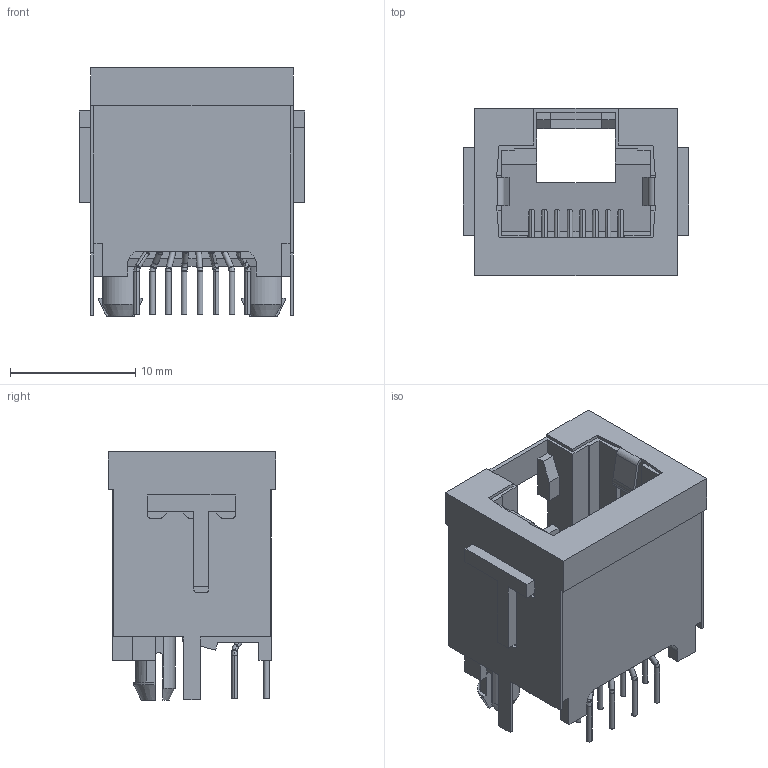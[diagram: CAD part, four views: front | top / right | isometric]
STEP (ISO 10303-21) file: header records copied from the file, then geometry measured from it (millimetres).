
FILE_DESCRIPTION((''),'2;1');
FILE_NAME('C-100616-1','2012-07-17T',('workeradm'),('Tyco Electronics Ltd.'),'PRO/ENGINEER BY PARAMETRIC TECHNOLOGY CORPORATION, 2010430','PRO/ENGINEER BY PARAMETRIC TECHNOLOGY CORPORATION, 2010430','');
FILE_SCHEMA(('AUTOMOTIVE_DESIGN { 1 0 10303 214 1 1 1 1 }'));
Length unit declared in the file: millimetre
Products named in the file (1): C-100616-1
Bounding box: 18 x 13.4 x 19.85 mm (x, y, z)
Volume: 1811.8 mm3; surface area: 2308.9 mm2
Topology: 1 solids, 1 shells, 389 faces, 1044 edges, 662 vertices
Faces by surface type: plane 220, cylinder 99, bspline 46, torus 18, cone 6
Entity records: 11479 total; most frequent: CARTESIAN_POINT 4122, ORIENTED_EDGE 2088, EDGE_CURVE 1044, LINE 690, VERTEX_POINT 662, AXIS2_PLACEMENT_3D 427, EDGE_LOOP 414, FACE_OUTER_BOUND 389
